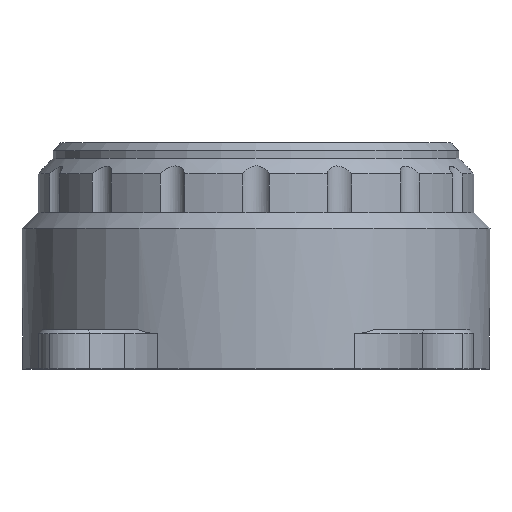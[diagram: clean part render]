
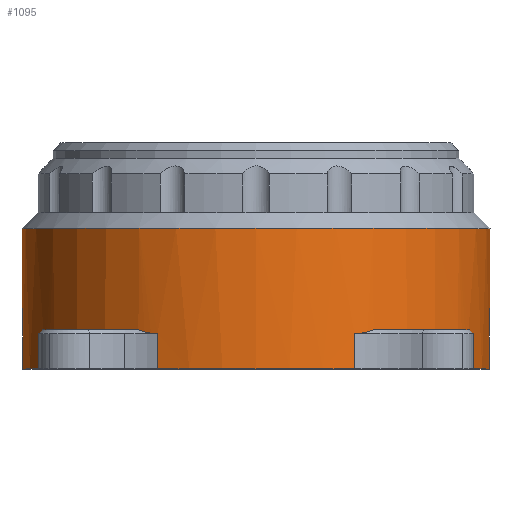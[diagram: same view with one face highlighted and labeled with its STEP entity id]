
A CAD part, top view. The second image highlights one B-rep face of the part: STEP entity #1095.
In plain terms, the highlighted cylindrical face has radius 30 mm (diameter 60 mm), a full revolution.
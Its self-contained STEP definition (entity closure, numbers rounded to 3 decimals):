
#63=CARTESIAN_POINT('',(15.076,77.,-25.937));
#64=VERTEX_POINT('',#63);
#72=CARTESIAN_POINT('',(25.937,77.,-15.076));
#73=VERTEX_POINT('',#72);
#74=CARTESIAN_POINT('',(0.,77.,0.));
#75=DIRECTION('',(-0.,1.,-0.));
#76=DIRECTION('',(0.,0.,-1.));
#77=AXIS2_PLACEMENT_3D('',#74,#75,#76);
#78=CIRCLE('',#77,30.);
#79=EDGE_CURVE('',#73,#64,#78,.T.);
#136=CARTESIAN_POINT('',(25.937,77.,15.076));
#137=VERTEX_POINT('',#136);
#145=CARTESIAN_POINT('',(15.076,77.,25.937));
#146=VERTEX_POINT('',#145);
#147=CARTESIAN_POINT('',(0.,77.,0.));
#148=DIRECTION('',(-0.,1.,-0.));
#149=DIRECTION('',(0.,0.,-1.));
#150=AXIS2_PLACEMENT_3D('',#147,#148,#149);
#151=CIRCLE('',#150,30.);
#152=EDGE_CURVE('',#146,#137,#151,.T.);
#200=CARTESIAN_POINT('',(-15.076,77.,25.937));
#201=VERTEX_POINT('',#200);
#209=CARTESIAN_POINT('',(-25.937,77.,15.076));
#210=VERTEX_POINT('',#209);
#211=CARTESIAN_POINT('',(0.,77.,0.));
#212=DIRECTION('',(-0.,1.,-0.));
#213=DIRECTION('',(0.,0.,-1.));
#214=AXIS2_PLACEMENT_3D('',#211,#212,#213);
#215=CIRCLE('',#214,30.);
#216=EDGE_CURVE('',#210,#201,#215,.T.);
#867=CARTESIAN_POINT('',(0.,0.,0.));
#868=DIRECTION('',(0.,1.,0.));
#869=DIRECTION('',(0.,-0.,1.));
#870=AXIS2_PLACEMENT_3D('',#867,#868,#869);
#871=CYLINDRICAL_SURFACE('',#870,30.);
#872=CARTESIAN_POINT('',(-0.,90.,30.));
#873=VERTEX_POINT('',#872);
#874=CARTESIAN_POINT('',(-0.,72.,30.));
#875=VERTEX_POINT('',#874);
#876=CARTESIAN_POINT('',(0.,90.,30.));
#877=DIRECTION('',(-0.,-1.,-0.));
#878=VECTOR('',#877,18.);
#879=LINE('',#876,#878);
#880=EDGE_CURVE('',#873,#875,#879,.T.);
#881=ORIENTED_EDGE('',*,*,#880,.T.);
#882=CARTESIAN_POINT('',(12.617,72.,27.218));
#883=VERTEX_POINT('',#882);
#884=CARTESIAN_POINT('',(0.,72.,0.));
#885=DIRECTION('',(-0.,1.,0.));
#886=DIRECTION('',(1.,0.,0.));
#887=AXIS2_PLACEMENT_3D('',#884,#885,#886);
#888=CIRCLE('',#887,30.);
#889=EDGE_CURVE('',#875,#883,#888,.T.);
#890=ORIENTED_EDGE('',*,*,#889,.T.);
#891=CARTESIAN_POINT('',(12.617,76.5,27.218));
#892=VERTEX_POINT('',#891);
#893=CARTESIAN_POINT('',(12.617,72.,27.218));
#894=DIRECTION('',(0.,1.,0.));
#895=VECTOR('',#894,4.5);
#896=LINE('',#893,#895);
#897=EDGE_CURVE('',#883,#892,#896,.T.);
#898=ORIENTED_EDGE('',*,*,#897,.T.);
#899=CARTESIAN_POINT('',(12.617,76.5,27.218));
#900=CARTESIAN_POINT('',(13.482,76.5,26.817));
#901=CARTESIAN_POINT('',(14.298,76.683,26.389));
#902=CARTESIAN_POINT('',(15.076,77.,25.937));
#903=B_SPLINE_CURVE_WITH_KNOTS('',3,(#899,#900,#901,#902),.UNSPECIFIED.,.F.,.F.,(4,4),(0.,0.003),.UNSPECIFIED.);
#904=EDGE_CURVE('',#892,#146,#903,.T.);
#905=ORIENTED_EDGE('',*,*,#904,.T.);
#906=ORIENTED_EDGE('',*,*,#152,.T.);
#907=CARTESIAN_POINT('',(27.218,76.5,12.617));
#908=VERTEX_POINT('',#907);
#909=CARTESIAN_POINT('',(25.937,77.,15.076));
#910=CARTESIAN_POINT('',(26.389,76.683,14.298));
#911=CARTESIAN_POINT('',(26.817,76.5,13.482));
#912=CARTESIAN_POINT('',(27.218,76.5,12.617));
#913=B_SPLINE_CURVE_WITH_KNOTS('',3,(#909,#910,#911,#912),.UNSPECIFIED.,.F.,.F.,(4,4),(0.,0.003),.UNSPECIFIED.);
#914=EDGE_CURVE('',#137,#908,#913,.T.);
#915=ORIENTED_EDGE('',*,*,#914,.T.);
#916=CARTESIAN_POINT('',(27.218,72.,12.617));
#917=VERTEX_POINT('',#916);
#918=CARTESIAN_POINT('',(27.218,76.5,12.617));
#919=DIRECTION('',(-0.,-1.,-0.));
#920=VECTOR('',#919,4.5);
#921=LINE('',#918,#920);
#922=EDGE_CURVE('',#908,#917,#921,.T.);
#923=ORIENTED_EDGE('',*,*,#922,.T.);
#924=CARTESIAN_POINT('',(27.218,72.,-12.617));
#925=VERTEX_POINT('',#924);
#926=CARTESIAN_POINT('',(0.,72.,0.));
#927=DIRECTION('',(-0.,1.,0.));
#928=DIRECTION('',(1.,0.,0.));
#929=AXIS2_PLACEMENT_3D('',#926,#927,#928);
#930=CIRCLE('',#929,30.);
#931=EDGE_CURVE('',#917,#925,#930,.T.);
#932=ORIENTED_EDGE('',*,*,#931,.T.);
#933=CARTESIAN_POINT('',(27.218,76.5,-12.617));
#934=VERTEX_POINT('',#933);
#935=CARTESIAN_POINT('',(27.218,72.,-12.617));
#936=DIRECTION('',(0.,1.,0.));
#937=VECTOR('',#936,4.5);
#938=LINE('',#935,#937);
#939=EDGE_CURVE('',#925,#934,#938,.T.);
#940=ORIENTED_EDGE('',*,*,#939,.T.);
#941=CARTESIAN_POINT('',(27.218,76.5,-12.617));
#942=CARTESIAN_POINT('',(26.817,76.5,-13.482));
#943=CARTESIAN_POINT('',(26.389,76.683,-14.298));
#944=CARTESIAN_POINT('',(25.937,77.,-15.076));
#945=B_SPLINE_CURVE_WITH_KNOTS('',3,(#941,#942,#943,#944),.UNSPECIFIED.,.F.,.F.,(4,4),(0.,0.003),.UNSPECIFIED.);
#946=EDGE_CURVE('',#934,#73,#945,.T.);
#947=ORIENTED_EDGE('',*,*,#946,.T.);
#948=ORIENTED_EDGE('',*,*,#79,.T.);
#949=CARTESIAN_POINT('',(12.617,76.5,-27.218));
#950=VERTEX_POINT('',#949);
#951=CARTESIAN_POINT('',(15.076,77.,-25.937));
#952=CARTESIAN_POINT('',(14.298,76.683,-26.389));
#953=CARTESIAN_POINT('',(13.482,76.5,-26.817));
#954=CARTESIAN_POINT('',(12.617,76.5,-27.218));
#955=B_SPLINE_CURVE_WITH_KNOTS('',3,(#951,#952,#953,#954),.UNSPECIFIED.,.F.,.F.,(4,4),(0.,0.003),.UNSPECIFIED.);
#956=EDGE_CURVE('',#64,#950,#955,.T.);
#957=ORIENTED_EDGE('',*,*,#956,.T.);
#958=CARTESIAN_POINT('',(12.617,72.,-27.218));
#959=VERTEX_POINT('',#958);
#960=CARTESIAN_POINT('',(12.617,76.5,-27.218));
#961=DIRECTION('',(-0.,-1.,-0.));
#962=VECTOR('',#961,4.5);
#963=LINE('',#960,#962);
#964=EDGE_CURVE('',#950,#959,#963,.T.);
#965=ORIENTED_EDGE('',*,*,#964,.T.);
#966=CARTESIAN_POINT('',(-12.617,72.,-27.218));
#967=VERTEX_POINT('',#966);
#968=CARTESIAN_POINT('',(0.,72.,0.));
#969=DIRECTION('',(-0.,1.,0.));
#970=DIRECTION('',(1.,0.,0.));
#971=AXIS2_PLACEMENT_3D('',#968,#969,#970);
#972=CIRCLE('',#971,30.);
#973=EDGE_CURVE('',#959,#967,#972,.T.);
#974=ORIENTED_EDGE('',*,*,#973,.T.);
#975=CARTESIAN_POINT('',(-12.617,76.5,-27.218));
#976=VERTEX_POINT('',#975);
#977=CARTESIAN_POINT('',(-12.617,72.,-27.218));
#978=DIRECTION('',(0.,1.,0.));
#979=VECTOR('',#978,4.5);
#980=LINE('',#977,#979);
#981=EDGE_CURVE('',#967,#976,#980,.T.);
#982=ORIENTED_EDGE('',*,*,#981,.T.);
#983=CARTESIAN_POINT('',(-15.076,77.,-25.937));
#984=VERTEX_POINT('',#983);
#985=CARTESIAN_POINT('',(-12.617,76.5,-27.218));
#986=CARTESIAN_POINT('',(-13.482,76.5,-26.817));
#987=CARTESIAN_POINT('',(-14.298,76.683,-26.389));
#988=CARTESIAN_POINT('',(-15.076,77.,-25.937));
#989=B_SPLINE_CURVE_WITH_KNOTS('',3,(#985,#986,#987,#988),.UNSPECIFIED.,.F.,.F.,(4,4),(0.,0.003),.UNSPECIFIED.);
#990=EDGE_CURVE('',#976,#984,#989,.T.);
#991=ORIENTED_EDGE('',*,*,#990,.T.);
#992=CARTESIAN_POINT('',(-25.937,77.,-15.076));
#993=VERTEX_POINT('',#992);
#994=CARTESIAN_POINT('',(0.,77.,0.));
#995=DIRECTION('',(-0.,1.,-0.));
#996=DIRECTION('',(0.,0.,-1.));
#997=AXIS2_PLACEMENT_3D('',#994,#995,#996);
#998=CIRCLE('',#997,30.);
#999=EDGE_CURVE('',#984,#993,#998,.T.);
#1000=ORIENTED_EDGE('',*,*,#999,.T.);
#1001=CARTESIAN_POINT('',(-27.218,76.5,-12.617));
#1002=VERTEX_POINT('',#1001);
#1003=CARTESIAN_POINT('',(-25.937,77.,-15.076));
#1004=CARTESIAN_POINT('',(-26.389,76.683,-14.298));
#1005=CARTESIAN_POINT('',(-26.817,76.5,-13.482));
#1006=CARTESIAN_POINT('',(-27.218,76.5,-12.617));
#1007=B_SPLINE_CURVE_WITH_KNOTS('',3,(#1003,#1004,#1005,#1006),.UNSPECIFIED.,.F.,.F.,(4,4),(0.,0.003),.UNSPECIFIED.);
#1008=EDGE_CURVE('',#993,#1002,#1007,.T.);
#1009=ORIENTED_EDGE('',*,*,#1008,.T.);
#1010=CARTESIAN_POINT('',(-27.218,72.,-12.617));
#1011=VERTEX_POINT('',#1010);
#1012=CARTESIAN_POINT('',(-27.218,76.5,-12.617));
#1013=DIRECTION('',(-0.,-1.,-0.));
#1014=VECTOR('',#1013,4.5);
#1015=LINE('',#1012,#1014);
#1016=EDGE_CURVE('',#1002,#1011,#1015,.T.);
#1017=ORIENTED_EDGE('',*,*,#1016,.T.);
#1018=CARTESIAN_POINT('',(-27.218,72.,12.617));
#1019=VERTEX_POINT('',#1018);
#1020=CARTESIAN_POINT('',(0.,72.,0.));
#1021=DIRECTION('',(-0.,1.,0.));
#1022=DIRECTION('',(1.,0.,0.));
#1023=AXIS2_PLACEMENT_3D('',#1020,#1021,#1022);
#1024=CIRCLE('',#1023,30.);
#1025=EDGE_CURVE('',#1011,#1019,#1024,.T.);
#1026=ORIENTED_EDGE('',*,*,#1025,.T.);
#1027=CARTESIAN_POINT('',(-27.218,76.5,12.617));
#1028=VERTEX_POINT('',#1027);
#1029=CARTESIAN_POINT('',(-27.218,72.,12.617));
#1030=DIRECTION('',(0.,1.,0.));
#1031=VECTOR('',#1030,4.5);
#1032=LINE('',#1029,#1031);
#1033=EDGE_CURVE('',#1019,#1028,#1032,.T.);
#1034=ORIENTED_EDGE('',*,*,#1033,.T.);
#1035=CARTESIAN_POINT('',(-27.218,76.5,12.617));
#1036=CARTESIAN_POINT('',(-26.817,76.5,13.482));
#1037=CARTESIAN_POINT('',(-26.389,76.683,14.298));
#1038=CARTESIAN_POINT('',(-25.937,77.,15.076));
#1039=B_SPLINE_CURVE_WITH_KNOTS('',3,(#1035,#1036,#1037,#1038),.UNSPECIFIED.,.F.,.F.,(4,4),(0.,0.003),.UNSPECIFIED.);
#1040=EDGE_CURVE('',#1028,#210,#1039,.T.);
#1041=ORIENTED_EDGE('',*,*,#1040,.T.);
#1042=ORIENTED_EDGE('',*,*,#216,.T.);
#1043=CARTESIAN_POINT('',(-12.617,76.5,27.218));
#1044=VERTEX_POINT('',#1043);
#1045=CARTESIAN_POINT('',(-15.076,77.,25.937));
#1046=CARTESIAN_POINT('',(-14.298,76.683,26.389));
#1047=CARTESIAN_POINT('',(-13.482,76.5,26.817));
#1048=CARTESIAN_POINT('',(-12.617,76.5,27.218));
#1049=B_SPLINE_CURVE_WITH_KNOTS('',3,(#1045,#1046,#1047,#1048),.UNSPECIFIED.,.F.,.F.,(4,4),(0.,0.003),.UNSPECIFIED.);
#1050=EDGE_CURVE('',#201,#1044,#1049,.T.);
#1051=ORIENTED_EDGE('',*,*,#1050,.T.);
#1052=CARTESIAN_POINT('',(-12.617,72.,27.218));
#1053=VERTEX_POINT('',#1052);
#1054=CARTESIAN_POINT('',(-12.617,76.5,27.218));
#1055=DIRECTION('',(-0.,-1.,-0.));
#1056=VECTOR('',#1055,4.5);
#1057=LINE('',#1054,#1056);
#1058=EDGE_CURVE('',#1044,#1053,#1057,.T.);
#1059=ORIENTED_EDGE('',*,*,#1058,.T.);
#1060=CARTESIAN_POINT('',(0.,72.,0.));
#1061=DIRECTION('',(-0.,1.,0.));
#1062=DIRECTION('',(1.,0.,0.));
#1063=AXIS2_PLACEMENT_3D('',#1060,#1061,#1062);
#1064=CIRCLE('',#1063,30.);
#1065=EDGE_CURVE('',#1053,#875,#1064,.T.);
#1066=ORIENTED_EDGE('',*,*,#1065,.T.);
#1067=ORIENTED_EDGE('',*,*,#880,.F.);
#1068=CARTESIAN_POINT('',(0.,90.,-30.));
#1069=VERTEX_POINT('',#1068);
#1070=CARTESIAN_POINT('',(0.,90.,0.));
#1071=DIRECTION('',(-0.,1.,0.));
#1072=DIRECTION('',(1.,0.,0.));
#1073=AXIS2_PLACEMENT_3D('',#1070,#1071,#1072);
#1074=CIRCLE('',#1073,30.);
#1075=EDGE_CURVE('',#1069,#873,#1074,.T.);
#1076=ORIENTED_EDGE('',*,*,#1075,.F.);
#1077=CARTESIAN_POINT('',(30.,90.,0.));
#1078=VERTEX_POINT('',#1077);
#1079=CARTESIAN_POINT('',(0.,90.,0.));
#1080=DIRECTION('',(-0.,1.,0.));
#1081=DIRECTION('',(1.,0.,0.));
#1082=AXIS2_PLACEMENT_3D('',#1079,#1080,#1081);
#1083=CIRCLE('',#1082,30.);
#1084=EDGE_CURVE('',#1078,#1069,#1083,.T.);
#1085=ORIENTED_EDGE('',*,*,#1084,.F.);
#1086=CARTESIAN_POINT('',(0.,90.,0.));
#1087=DIRECTION('',(-0.,1.,0.));
#1088=DIRECTION('',(1.,0.,0.));
#1089=AXIS2_PLACEMENT_3D('',#1086,#1087,#1088);
#1090=CIRCLE('',#1089,30.);
#1091=EDGE_CURVE('',#873,#1078,#1090,.T.);
#1092=ORIENTED_EDGE('',*,*,#1091,.F.);
#1093=EDGE_LOOP('',(#881,#890,#898,#905,#906,#915,#923,#932,#940,#947,#948,#957,#965,#974,#982,#991,#1000,#1009,#1017,#1026,#1034,#1041,#1042,#1051,#1059,#1066,
#1067,#1076,#1085,#1092));
#1094=FACE_BOUND('',#1093,.T.);
#1095=ADVANCED_FACE('',(#1094),#871,.T.);
